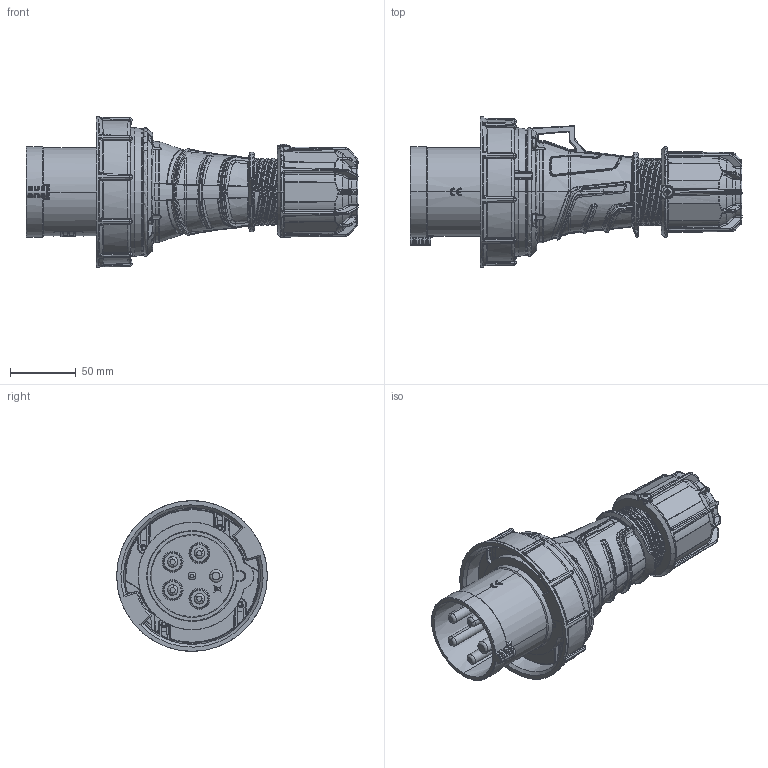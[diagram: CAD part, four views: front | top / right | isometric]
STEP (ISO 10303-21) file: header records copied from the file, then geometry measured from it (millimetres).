
FILE_DESCRIPTION (( 'STEP AP203' ), '1' );
FILE_NAME ('035-6_facelift.STEP', '2020-03-31T08:23:08', ( '' ), ( '' ), 'SwSTEP 2.0', 'SolidWorks 2019', '' );
FILE_SCHEMA (( 'CONFIG_CONTROL_DESIGN' ));
Products named in the file (1): 035-6_facelift
Bounding box: 253 x 114.8 x 114.8 mm (x, y, z)
Volume: 769642.7 mm3; surface area: 120596.8 mm2
Topology: 1 solids, 1 shells, 3110 faces, 7524 edges, 4410 vertices
Faces by surface type: bspline 1456, plane 490, cylinder 388, torus 349, cone 317, sphere 110
Entity records: 139659 total; most frequent: CARTESIAN_POINT 78575, ORIENTED_EDGE 14932, DIRECTION 10126, EDGE_CURVE 7466, AXIS2_PLACEMENT_3D 4434, VERTEX_POINT 4410, B_SPLINE_CURVE_WITH_KNOTS 3191, EDGE_LOOP 3164
